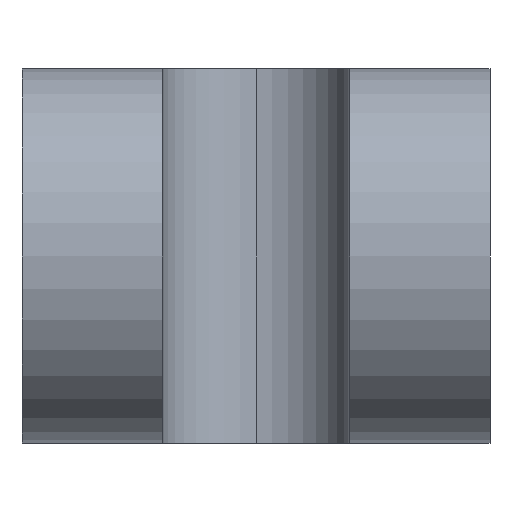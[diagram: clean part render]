
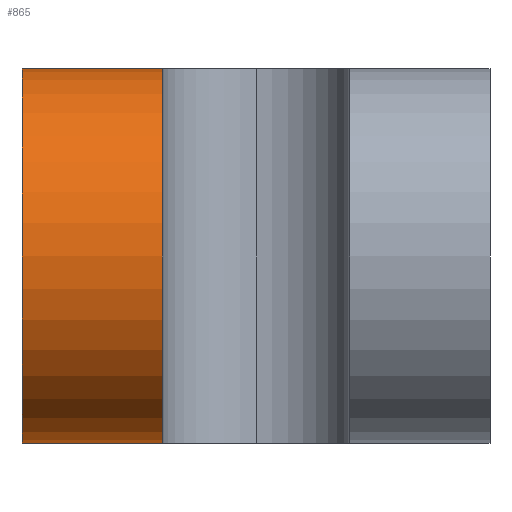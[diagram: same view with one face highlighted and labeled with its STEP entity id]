
A CAD part, left-side view. The second image highlights one B-rep face of the part: STEP entity #865.
In plain terms, the highlighted cylindrical face has radius 2 mm (diameter 4 mm), a partial arc.
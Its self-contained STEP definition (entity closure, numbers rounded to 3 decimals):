
#7 = EDGE_CURVE ( 'NONE', #1069, #890, #966, .T. ) ;
#44 = CARTESIAN_POINT ( 'NONE',  ( 2., 3.5, -2. ) ) ;
#77 = DIRECTION ( 'NONE',  ( 0., -1., 0. ) ) ;
#86 = VECTOR ( 'NONE', #579, 1000. ) ;
#88 = CYLINDRICAL_SURFACE ( 'NONE', #796, 2. ) ;
#120 = CARTESIAN_POINT ( 'NONE',  ( 2., 3.5, 0. ) ) ;
#134 = CARTESIAN_POINT ( 'NONE',  ( 2., 2., -2. ) ) ;
#146 = EDGE_LOOP ( 'NONE', ( #1113, #362, #809, #426 ) ) ;
#161 = CARTESIAN_POINT ( 'NONE',  ( 2., 2., 0. ) ) ;
#227 = DIRECTION ( 'NONE',  ( 0., -1., 0. ) ) ;
#246 = DIRECTION ( 'NONE',  ( 0., -1., 0. ) ) ;
#311 = LINE ( 'NONE', #1026, #86 ) ;
#362 = ORIENTED_EDGE ( 'NONE', *, *, #632, .F. ) ;
#426 = ORIENTED_EDGE ( 'NONE', *, *, #566, .F. ) ;
#429 = CARTESIAN_POINT ( 'NONE',  ( 2., 2., -4. ) ) ;
#465 = CARTESIAN_POINT ( 'NONE',  ( 2., 2., 0. ) ) ;
#514 = AXIS2_PLACEMENT_3D ( 'NONE', #134, #829, #1106 ) ;
#516 = DIRECTION ( 'NONE',  ( 0., 0., -1. ) ) ;
#566 = EDGE_CURVE ( 'NONE', #848, #890, #311, .T. ) ;
#579 = DIRECTION ( 'NONE',  ( 0., 1., 0. ) ) ;
#632 = EDGE_CURVE ( 'NONE', #1069, #692, #1126, .T. ) ;
#692 = VERTEX_POINT ( 'NONE', #465 ) ;
#781 = FACE_OUTER_BOUND ( 'NONE', #146, .T. ) ;
#796 = AXIS2_PLACEMENT_3D ( 'NONE', #960, #246, #516 ) ;
#801 = EDGE_CURVE ( 'NONE', #692, #848, #1013, .T. ) ;
#809 = ORIENTED_EDGE ( 'NONE', *, *, #7, .T. ) ;
#829 = DIRECTION ( 'NONE',  ( 0., -1., 0. ) ) ;
#848 = VERTEX_POINT ( 'NONE', #429 ) ;
#865 = ADVANCED_FACE ( 'NONE', ( #781 ), #88, .T. ) ;
#890 = VERTEX_POINT ( 'NONE', #1135 ) ;
#960 = CARTESIAN_POINT ( 'NONE',  ( 2., 2., -2. ) ) ;
#966 = CIRCLE ( 'NONE', #1044, 2. ) ;
#995 = VECTOR ( 'NONE', #77, 1000. ) ;
#1013 = CIRCLE ( 'NONE', #514, 2. ) ;
#1026 = CARTESIAN_POINT ( 'NONE',  ( 2., 2., -4. ) ) ;
#1044 = AXIS2_PLACEMENT_3D ( 'NONE', #44, #227, #1111 ) ;
#1069 = VERTEX_POINT ( 'NONE', #120 ) ;
#1106 = DIRECTION ( 'NONE',  ( 0., 0., 1. ) ) ;
#1111 = DIRECTION ( 'NONE',  ( 0., 0., 1. ) ) ;
#1113 = ORIENTED_EDGE ( 'NONE', *, *, #801, .F. ) ;
#1126 = LINE ( 'NONE', #161, #995 ) ;
#1135 = CARTESIAN_POINT ( 'NONE',  ( 2., 3.5, -4. ) ) ;
